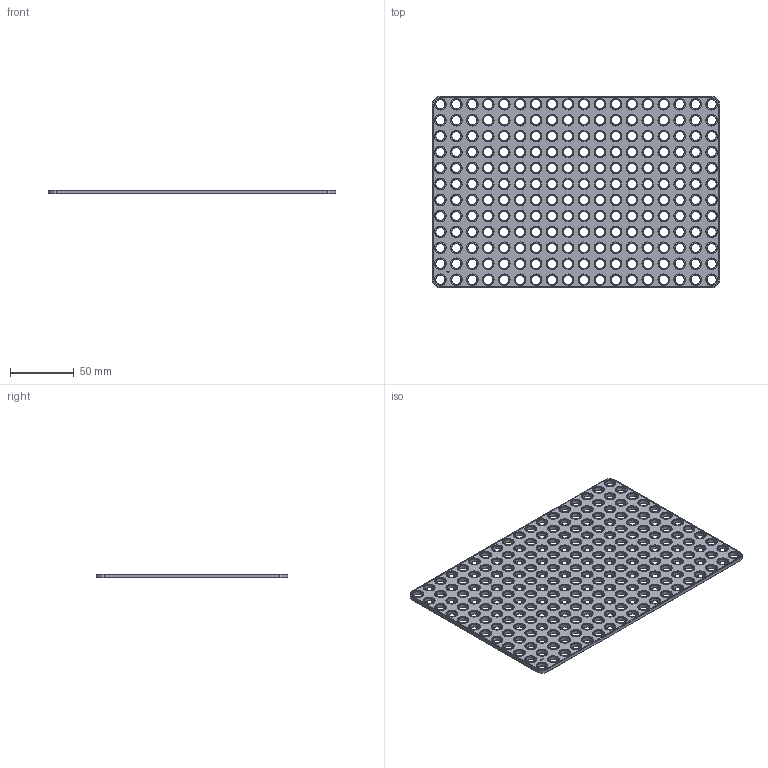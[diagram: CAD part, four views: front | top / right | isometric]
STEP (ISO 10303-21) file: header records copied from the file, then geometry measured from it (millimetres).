
FILE_DESCRIPTION(('FreeCAD Model'),'2;1');
FILE_NAME('Open CASCADE Shape Model','2024-10-09T00:01:08',(''),(''), 'Open CASCADE STEP processor 7.7','FreeCAD','Unknown');
FILE_SCHEMA(('AUTOMOTIVE_DESIGN { 1 0 10303 214 1 1 1 1 }'));
Length unit declared in the file: millimetre
Products named in the file (1): Plate RCT CRNR BU18x12x00.25 - SPN-PLT-0215 (stemfie.org)
Bounding box: 225 x 150 x 3.12 mm (x, y, z)
Volume: 75127.1 mm3; surface area: 67479.3 mm2
Topology: 1 solids, 1 shells, 1558 faces, 3479 edges, 2170 vertices
Faces by surface type: plane 546, cylinder 440, cone 440, extrusion 132
Full cylindrical faces by diameter (mm): 7 x216, 9.2 x216
Entity records: 44408 total; most frequent: CARTESIAN_POINT 8279, DIRECTION 7521, ORIENTED_EDGE 6958, EDGE_CURVE 3479, AXIS2_PLACEMENT_3D 2747, FACE_BOUND 2237, EDGE_LOOP 2237, VERTEX_POINT 2170
